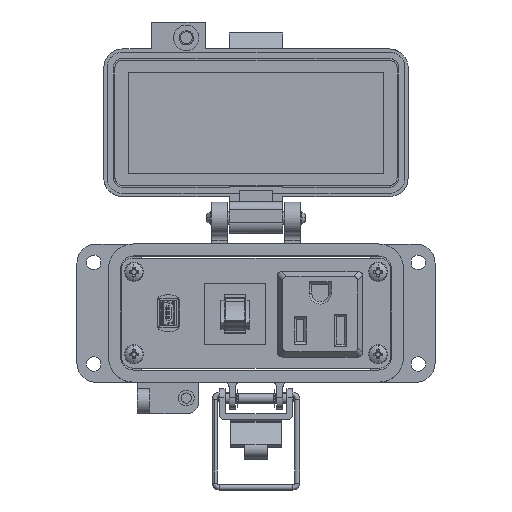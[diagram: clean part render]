
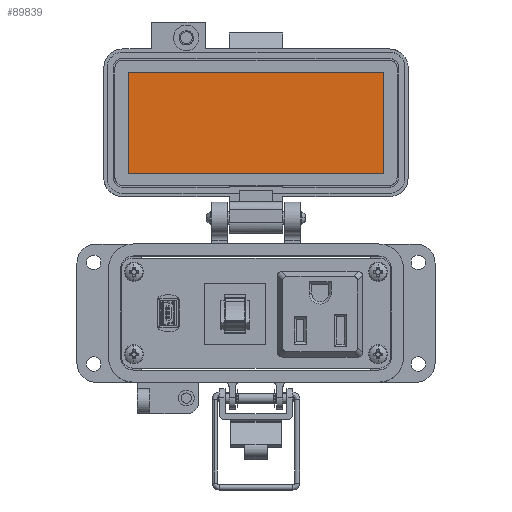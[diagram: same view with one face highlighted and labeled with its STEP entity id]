
A CAD part, top view. The second image highlights one B-rep face of the part: STEP entity #89839.
In plain terms, the highlighted planar face has unit normal (0, 0, 1).
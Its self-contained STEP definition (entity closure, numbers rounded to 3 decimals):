
#1685 = LINE ( 'NONE', #21460, #11167 ) ;
#2898 = LINE ( 'NONE', #43798, #66843 ) ;
#7021 = VERTEX_POINT ( 'NONE', #15437 ) ;
#7489 = VERTEX_POINT ( 'NONE', #11938 ) ;
#10805 = PLANE ( 'NONE',  #21932 ) ;
#11167 = VECTOR ( 'NONE', #28343, 1000. ) ;
#11172 = CARTESIAN_POINT ( 'NONE',  ( 42., 51.154, -25.55 ) ) ;
#11938 = CARTESIAN_POINT ( 'NONE',  ( -40.25, 51.154, -25.55 ) ) ;
#15437 = CARTESIAN_POINT ( 'NONE',  ( 40.25, 83.154, -25.55 ) ) ;
#16705 = DIRECTION ( 'NONE',  ( -1., 0., 0. ) ) ;
#17578 = CARTESIAN_POINT ( 'NONE',  ( 40.25, 67.154, -25.55 ) ) ;
#21460 = CARTESIAN_POINT ( 'NONE',  ( -40.25, 67.154, -25.55 ) ) ;
#21932 = AXIS2_PLACEMENT_3D ( 'NONE', #73792, #25967, #88044 ) ;
#24770 = EDGE_CURVE ( 'NONE', #7489, #69819, #1685, .T. ) ;
#25967 = DIRECTION ( 'NONE',  ( 0., 0., 1. ) ) ;
#28343 = DIRECTION ( 'NONE',  ( 0., 1., 0. ) ) ;
#29147 = VECTOR ( 'NONE', #80578, 1000. ) ;
#30957 = LINE ( 'NONE', #11172, #90703 ) ;
#43798 = CARTESIAN_POINT ( 'NONE',  ( -8.5, 83.154, -25.55 ) ) ;
#44293 = EDGE_CURVE ( 'NONE', #69451, #7489, #30957, .T. ) ;
#44473 = ORIENTED_EDGE ( 'NONE', *, *, #89237, .F. ) ;
#51134 = DIRECTION ( 'NONE',  ( 1., 0., 0. ) ) ;
#51579 = EDGE_CURVE ( 'NONE', #69819, #7021, #2898, .T. ) ;
#53068 = FACE_OUTER_BOUND ( 'NONE', #88679, .T. ) ;
#66757 = LINE ( 'NONE', #17578, #29147 ) ;
#66843 = VECTOR ( 'NONE', #51134, 1000. ) ;
#69451 = VERTEX_POINT ( 'NONE', #82328 ) ;
#69819 = VERTEX_POINT ( 'NONE', #76977 ) ;
#70258 = ORIENTED_EDGE ( 'NONE', *, *, #44293, .F. ) ;
#73792 = CARTESIAN_POINT ( 'NONE',  ( -8.5, 67.154, -25.55 ) ) ;
#76977 = CARTESIAN_POINT ( 'NONE',  ( -40.25, 83.154, -25.55 ) ) ;
#80578 = DIRECTION ( 'NONE',  ( 0., -1., 0. ) ) ;
#81212 = ORIENTED_EDGE ( 'NONE', *, *, #51579, .F. ) ;
#82328 = CARTESIAN_POINT ( 'NONE',  ( 40.25, 51.154, -25.55 ) ) ;
#88044 = DIRECTION ( 'NONE',  ( 0., -1., 0. ) ) ;
#88679 = EDGE_LOOP ( 'NONE', ( #81212, #89219, #70258, #44473 ) ) ;
#89219 = ORIENTED_EDGE ( 'NONE', *, *, #24770, .F. ) ;
#89237 = EDGE_CURVE ( 'NONE', #7021, #69451, #66757, .T. ) ;
#89839 = ADVANCED_FACE ( 'NONE', ( #53068 ), #10805, .T. ) ;
#90703 = VECTOR ( 'NONE', #16705, 1000. ) ;
